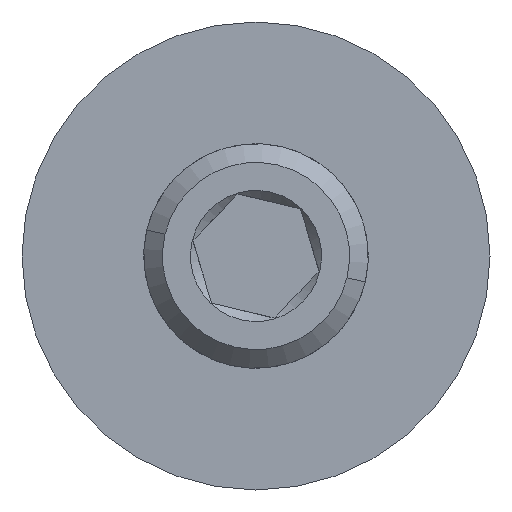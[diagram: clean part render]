
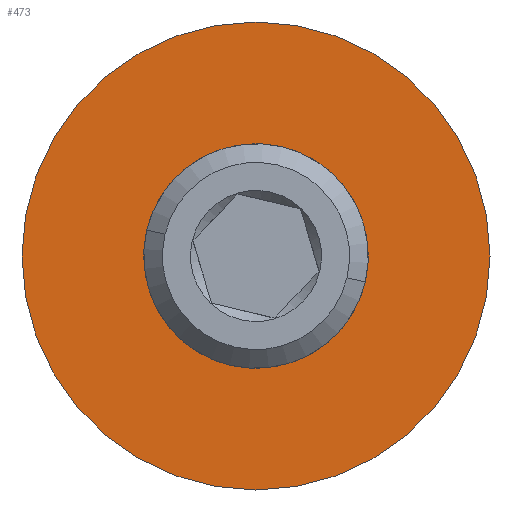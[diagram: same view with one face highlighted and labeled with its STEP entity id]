
A CAD part, front view. The second image highlights one B-rep face of the part: STEP entity #473.
In plain terms, the highlighted planar face has unit normal (0, -1, 0).
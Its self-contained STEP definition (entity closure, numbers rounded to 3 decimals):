
#33 = CIRCLE ( 'NONE', #251, 25. ) ;
#66 = AXIS2_PLACEMENT_3D ( 'NONE', #616, #256, #897 ) ;
#80 = CARTESIAN_POINT ( 'NONE',  ( 10.5, -495., 0. ) ) ;
#96 = EDGE_CURVE ( 'NONE', #381, #337, #33, .T. ) ;
#114 = FACE_OUTER_BOUND ( 'NONE', #447, .T. ) ;
#163 = PLANE ( 'NONE',  #219 ) ;
#193 = CARTESIAN_POINT ( 'NONE',  ( 0., -495., 0. ) ) ;
#194 = AXIS2_PLACEMENT_3D ( 'NONE', #710, #287, #637 ) ;
#198 = CIRCLE ( 'NONE', #66, 25. ) ;
#216 = AXIS2_PLACEMENT_3D ( 'NONE', #733, #598, #746 ) ;
#219 = AXIS2_PLACEMENT_3D ( 'NONE', #80, #373, #443 ) ;
#224 = CARTESIAN_POINT ( 'NONE',  ( -25., -495., 0. ) ) ;
#231 = ORIENTED_EDGE ( 'NONE', *, *, #731, .T. ) ;
#251 = AXIS2_PLACEMENT_3D ( 'NONE', #193, #472, #687 ) ;
#256 = DIRECTION ( 'NONE',  ( 0., -1., 0. ) ) ;
#287 = DIRECTION ( 'NONE',  ( 0., 1., 0. ) ) ;
#299 = ORIENTED_EDGE ( 'NONE', *, *, #96, .T. ) ;
#329 = EDGE_CURVE ( 'NONE', #524, #389, #453, .T. ) ;
#337 = VERTEX_POINT ( 'NONE', #426 ) ;
#373 = DIRECTION ( 'NONE',  ( 0., -1., 0. ) ) ;
#381 = VERTEX_POINT ( 'NONE', #224 ) ;
#389 = VERTEX_POINT ( 'NONE', #857 ) ;
#395 = FACE_BOUND ( 'NONE', #764, .T. ) ;
#426 = CARTESIAN_POINT ( 'NONE',  ( 25., -495., 0. ) ) ;
#443 = DIRECTION ( 'NONE',  ( 1., 0., 0. ) ) ;
#447 = EDGE_LOOP ( 'NONE', ( #231, #299 ) ) ;
#453 = CIRCLE ( 'NONE', #194, 12. ) ;
#471 = CARTESIAN_POINT ( 'NONE',  ( -12., -495., 0. ) ) ;
#472 = DIRECTION ( 'NONE',  ( 0., -1., 0. ) ) ;
#473 = ADVANCED_FACE ( 'NONE', ( #395, #114 ), #163, .T. ) ;
#524 = VERTEX_POINT ( 'NONE', #471 ) ;
#598 = DIRECTION ( 'NONE',  ( 0., 1., 0. ) ) ;
#606 = EDGE_CURVE ( 'NONE', #389, #524, #856, .T. ) ;
#616 = CARTESIAN_POINT ( 'NONE',  ( 0., -495., 0. ) ) ;
#637 = DIRECTION ( 'NONE',  ( 1., 0., 0. ) ) ;
#687 = DIRECTION ( 'NONE',  ( 1., 0., 0. ) ) ;
#710 = CARTESIAN_POINT ( 'NONE',  ( 0., -495., 0. ) ) ;
#731 = EDGE_CURVE ( 'NONE', #337, #381, #198, .T. ) ;
#733 = CARTESIAN_POINT ( 'NONE',  ( 0., -495., 0. ) ) ;
#739 = ORIENTED_EDGE ( 'NONE', *, *, #606, .T. ) ;
#746 = DIRECTION ( 'NONE',  ( 1., 0., 0. ) ) ;
#764 = EDGE_LOOP ( 'NONE', ( #739, #850 ) ) ;
#850 = ORIENTED_EDGE ( 'NONE', *, *, #329, .T. ) ;
#856 = CIRCLE ( 'NONE', #216, 12. ) ;
#857 = CARTESIAN_POINT ( 'NONE',  ( 12., -495., 0. ) ) ;
#897 = DIRECTION ( 'NONE',  ( 1., 0., 0. ) ) ;
